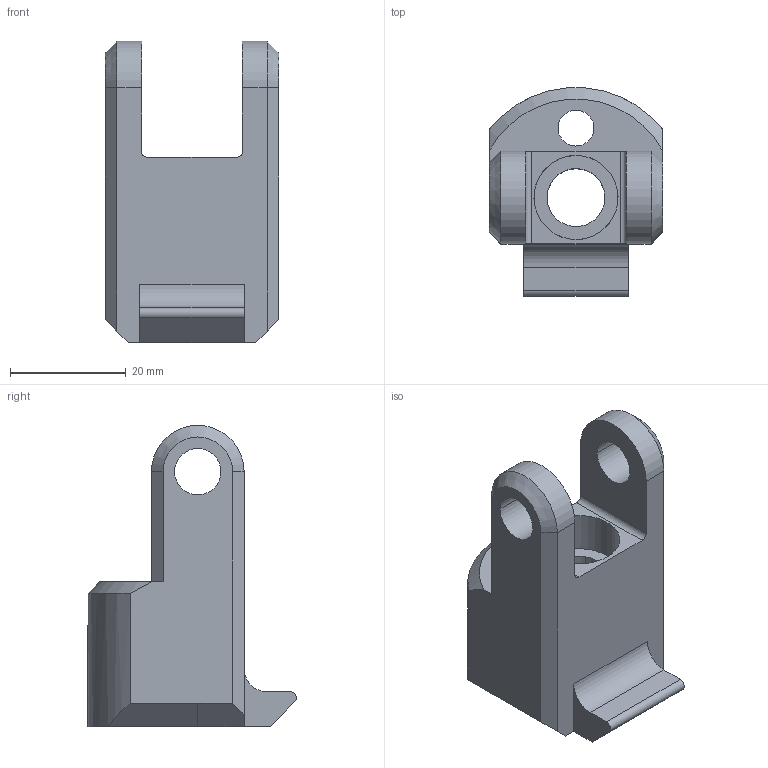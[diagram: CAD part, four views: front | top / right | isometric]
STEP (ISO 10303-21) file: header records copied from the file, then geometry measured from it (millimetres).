
FILE_DESCRIPTION(('CATIA V5 STEP Exchange'),'2;1');
FILE_NAME('Charniere CH alu Femelle - 08 - Longueur guidage.stp','2019-01-07T17:25:52+00:00',('none'),('none'),'CATIA Version 5 Release 21 GA (IN-10)','CATIA V5 STEP AP203','none');
FILE_SCHEMA(('CONFIG_CONTROL_DESIGN'));
Length unit declared in the file: millimetre
Products named in the file (1): Charniere CH alu Femelle - 08 - Longueur Guidage
Bounding box: 30 x 36 x 52 mm (x, y, z)
Volume: 20033.3 mm3; surface area: 8021.3 mm2
Topology: 1 solids, 1 shells, 47 faces, 127 edges, 84 vertices
Faces by surface type: plane 23, cylinder 19, cone 5
Entity records: 1466 total; most frequent: CARTESIAN_POINT 270, ORIENTED_EDGE 254, DIRECTION 197, EDGE_CURVE 127, AXIS2_PLACEMENT_3D 84, VERTEX_POINT 84, VECTOR 76, LINE 76
